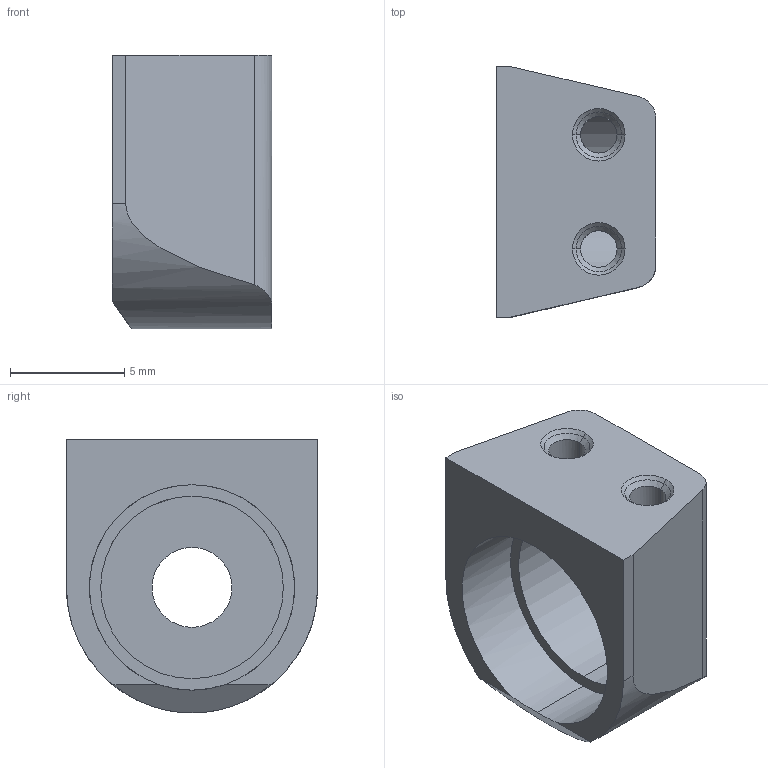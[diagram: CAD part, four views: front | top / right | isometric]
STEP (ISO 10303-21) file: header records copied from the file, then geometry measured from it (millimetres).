
FILE_DESCRIPTION((''),'2;1');
FILE_NAME('TDC_NECK_UML_HOLD','2021-11-18T11:22:49',('rein_je'),(''),'CREO PARAMETRIC BY PTC INC, 2019471','CREO PARAMETRIC BY PTC INC, 2019471','');
FILE_SCHEMA(('AUTOMOTIVE_DESIGN { 1 0 10303 214 1 1 1 1 }'));
Length unit declared in the file: millimetre
Products named in the file (1): TDC_NECK_UML_HOLD
Bounding box: 7 x 11 x 12 mm (x, y, z)
Volume: 380.3 mm3; surface area: 690 mm2
Topology: 1 solids, 3 shells, 33 faces, 88 edges, 64 vertices
Faces by surface type: cylinder 17, plane 12, cone 4
Entity records: 1231 total; most frequent: CARTESIAN_POINT 256, DIRECTION 190, ORIENTED_EDGE 160, EDGE_CURVE 84, AXIS2_PLACEMENT_3D 75, VERTEX_POINT 56, EDGE_LOOP 42, VECTOR 40
